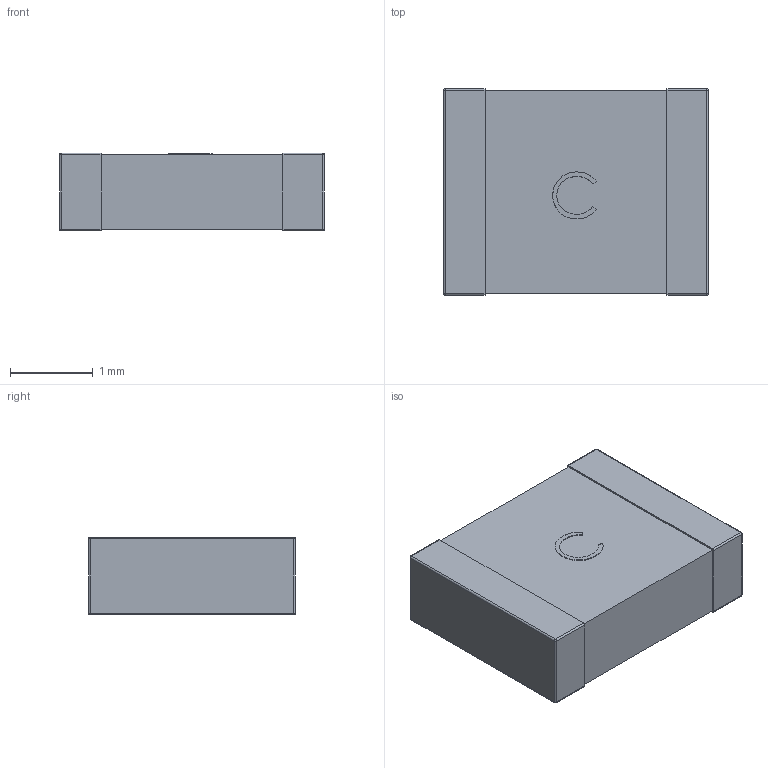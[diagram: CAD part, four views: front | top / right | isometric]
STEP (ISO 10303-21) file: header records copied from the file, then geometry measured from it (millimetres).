
FILE_DESCRIPTION(/* description */ (''),/* implementation_level */ '2;1');
FILE_NAME(/* name */ '1210_C.step',/* time_stamp */ '2010-06-20T21:47:47+08:00',/* author */ (''),/* organization */ (''),/* preprocessor_version */ 'ST-DEVELOPER v11',/* originating_system */ 'SIEMENS UGS NX 6.0',/* authorisation */ '');
FILE_SCHEMA (('AUTOMOTIVE_DESIGN { 1 0 10303 214 1 1 1 1 }'));
Length unit declared in the file: millimetre
Products named in the file (1): 1210_C
Bounding box: 3.2 x 2.5 x 0.94 mm (x, y, z)
Volume: 7.2 mm3; surface area: 26.5 mm2
Topology: 1 solids, 1 shells, 52 faces, 125 edges, 70 vertices
Faces by surface type: plane 19, cylinder 16, extrusion 9, sphere 8
Entity records: 2227 total; most frequent: CARTESIAN_POINT 690, ORIENTED_EDGE 234, DIRECTION 228, EDGE_CURVE 117, VECTOR 76, AXIS2_PLACEMENT_3D 76, VERTEX_POINT 70, LINE 67
